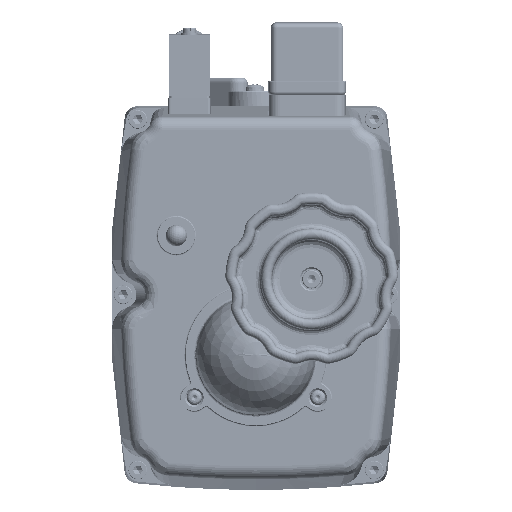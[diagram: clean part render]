
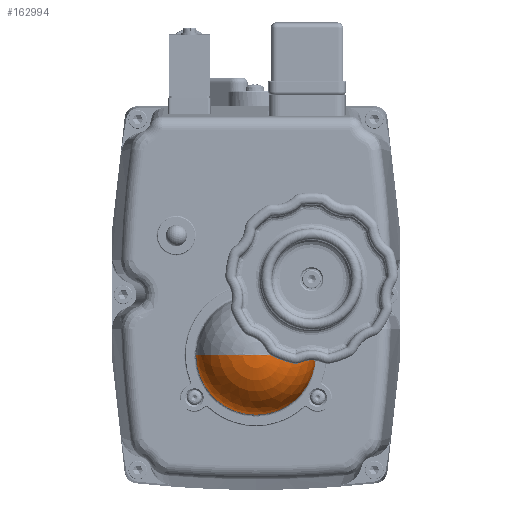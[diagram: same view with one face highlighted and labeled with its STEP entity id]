
A CAD part, left-side view. The second image highlights one B-rep face of the part: STEP entity #162994.
In plain terms, the highlighted spherical face has radius 22.5 mm.
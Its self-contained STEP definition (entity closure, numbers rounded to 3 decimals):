
#5538 = EDGE_LOOP ( 'NONE', ( #192516, #184510 ) ) ;
#6015 = EDGE_CURVE ( 'NONE', #19749, #36621, #190108, .T. ) ;
#8323 = CARTESIAN_POINT ( 'NONE',  ( 5.736, 22.387, 45.46 ) ) ;
#19749 = VERTEX_POINT ( 'NONE', #67203 ) ;
#23461 = DIRECTION ( 'NONE',  ( 0., 0., -1. ) ) ;
#30425 = AXIS2_PLACEMENT_3D ( 'NONE', #174177, #38909, #141866 ) ;
#36621 = VERTEX_POINT ( 'NONE', #100774 ) ;
#38909 = DIRECTION ( 'NONE',  ( 0., 0., -1. ) ) ;
#40768 = CIRCLE ( 'NONE', #121823, 22.5 ) ;
#67203 = CARTESIAN_POINT ( 'NONE',  ( 5.736, 44.873, 46.232 ) ) ;
#70040 = DIRECTION ( 'NONE',  ( 1., 0., 0. ) ) ;
#81877 = DIRECTION ( 'NONE',  ( 0., 0., 1. ) ) ;
#82329 = DIRECTION ( 'NONE',  ( 0., 1., 0. ) ) ;
#100774 = CARTESIAN_POINT ( 'NONE',  ( 5.736, -0.1, 46.232 ) ) ;
#108833 = CARTESIAN_POINT ( 'NONE',  ( 5.736, 22.387, 45.46 ) ) ;
#121823 = AXIS2_PLACEMENT_3D ( 'NONE', #8323, #70040, #81877 ) ;
#133631 = EDGE_CURVE ( 'NONE', #19749, #36621, #40768, .T. ) ;
#141866 = DIRECTION ( 'NONE',  ( 0., -1., 0. ) ) ;
#156804 = FACE_OUTER_BOUND ( 'NONE', #5538, .T. ) ;
#160214 = AXIS2_PLACEMENT_3D ( 'NONE', #108833, #23461, #82329 ) ;
#162994 = ADVANCED_FACE ( 'NONE', ( #156804 ), #172457, .T. ) ;
#172457 = SPHERICAL_SURFACE ( 'NONE', #160214, 22.5 ) ;
#174177 = CARTESIAN_POINT ( 'NONE',  ( 5.736, 22.387, 46.232 ) ) ;
#184510 = ORIENTED_EDGE ( 'NONE', *, *, #6015, .F. ) ;
#190108 = CIRCLE ( 'NONE', #30425, 22.487 ) ;
#192516 = ORIENTED_EDGE ( 'NONE', *, *, #133631, .T. ) ;
